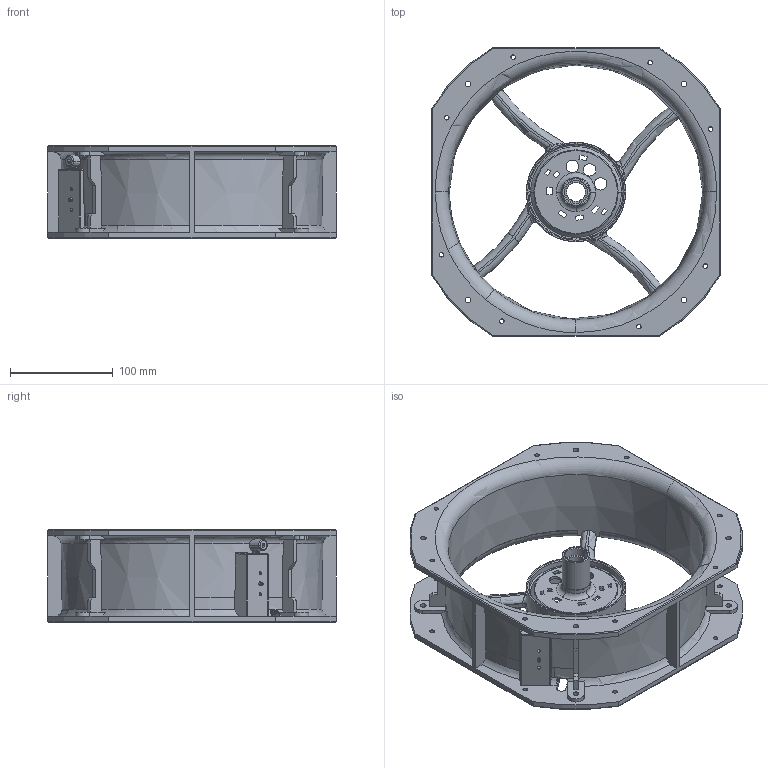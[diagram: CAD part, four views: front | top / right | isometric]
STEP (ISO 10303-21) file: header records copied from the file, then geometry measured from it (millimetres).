
FILE_DESCRIPTION (( 'STEP AP203' ), '1' );
FILE_NAME ('OA280EC_m0_frame.stp', '2025-02-24T14:43:16', ( '' ), ( '' ), 'SwSTEP 2.0', 'SolidWorks 2018', '' );
FILE_SCHEMA (( 'CONFIG_CONTROL_DESIGN' ));
Length unit declared in the file: millimetre
Products named in the file (1): OA280EC_m0_frame
Bounding box: 280.01 x 280.01 x 90 mm (x, y, z)
Volume: 630613.4 mm3; surface area: 297846.1 mm2
Topology: 1 solids, 1 shells, 695 faces, 1935 edges, 1247 vertices
Faces by surface type: cylinder 227, plane 175, torus 121, cone 111, bspline 57, sphere 4
Entity records: 32866 total; most frequent: CARTESIAN_POINT 16326, ORIENTED_EDGE 3852, DIRECTION 2907, EDGE_CURVE 1926, VERTEX_POINT 1245, AXIS2_PLACEMENT_3D 1185, EDGE_LOOP 789, B_SPLINE_CURVE_WITH_KNOTS 788
